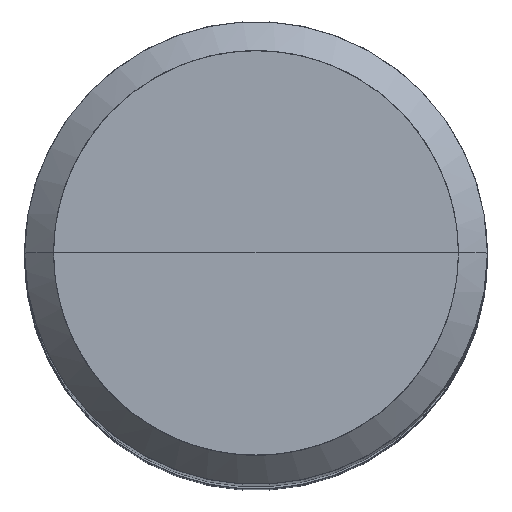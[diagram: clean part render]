
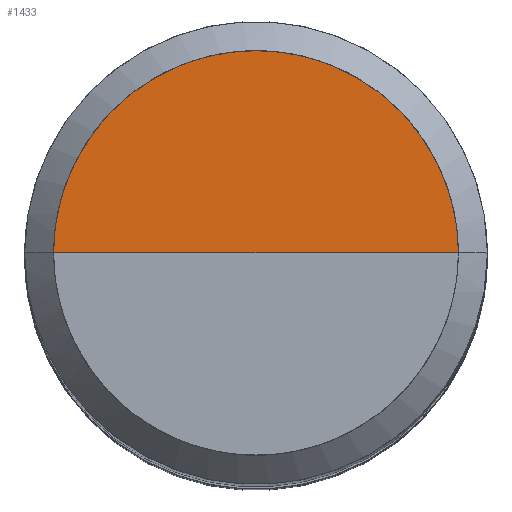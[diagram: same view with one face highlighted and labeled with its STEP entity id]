
A CAD part, top view. The second image highlights one B-rep face of the part: STEP entity #1433.
In plain terms, the highlighted free-form (B-spline) face has degree [1, 2] with [2, 5] control points.
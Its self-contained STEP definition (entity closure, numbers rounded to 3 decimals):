
#1103=CARTESIAN_POINT('',(7.0,0.0,48.0));
#1104=CARTESIAN_POINT('',(7.0,7.0,48.0));
#1105=CARTESIAN_POINT('',(0.0,7.0,48.0));
#1106=CARTESIAN_POINT('',(-7.0,7.0,48.0));
#1107=CARTESIAN_POINT('',(-7.0,0.0,48.0));
#1108=CARTESIAN_POINT('',(0.0,0.0,48.0));
#1418=(
BOUNDED_SURFACE()
B_SPLINE_SURFACE(1,2,(
(#1103,#1104,#1105,#1106,#1107),
(#1108,#1108,#1108,#1108,#1108)
), .UNSPECIFIED.,.F.,.F.,.F.)
B_SPLINE_SURFACE_WITH_KNOTS((2,2),(3,2,3),(
0.0,1.0),(
0.0,0.5,1.0), .UNSPECIFIED.)
GEOMETRIC_REPRESENTATION_ITEM()
RATIONAL_B_SPLINE_SURFACE(((1.0,0.707,1.0,0.707,1.0),
(1.0,0.707,1.0,0.707,1.0)
))
REPRESENTATION_ITEM('')
SURFACE()
);
#1419=(
BOUNDED_CURVE()
B_SPLINE_CURVE(2,(#1107,#1106,#1105,#1104,#1103),.UNSPECIFIED.,.F.,.F.)
B_SPLINE_CURVE_WITH_KNOTS((3,2,3),
(0.0,0.5,1.0),.UNSPECIFIED.)
CURVE()
GEOMETRIC_REPRESENTATION_ITEM()
RATIONAL_B_SPLINE_CURVE((1.0,0.707,1.0,0.707,1.0))
REPRESENTATION_ITEM('')
);
#1420=(
BOUNDED_CURVE()
B_SPLINE_CURVE(1,(#1103,#1108),.UNSPECIFIED.,.F.,.F.)
B_SPLINE_CURVE_WITH_KNOTS((2,2),
(0.0,1.0),.UNSPECIFIED.)
CURVE()
GEOMETRIC_REPRESENTATION_ITEM()
RATIONAL_B_SPLINE_CURVE((1.0,1.0))
REPRESENTATION_ITEM('')
);
#1421=(
BOUNDED_CURVE()
B_SPLINE_CURVE(1,(#1108,#1107),.UNSPECIFIED.,.F.,.F.)
B_SPLINE_CURVE_WITH_KNOTS((2,2),
(0.0,1.0),.UNSPECIFIED.)
CURVE()
GEOMETRIC_REPRESENTATION_ITEM()
RATIONAL_B_SPLINE_CURVE((1.0,1.0))
REPRESENTATION_ITEM('')
);
#1422=VERTEX_POINT('',#1103);
#1423=VERTEX_POINT('',#1107);
#1424=VERTEX_POINT('',#1108);
#1425=EDGE_CURVE('',#1423,#1422,#1419,.T.);
#1426=EDGE_CURVE('',#1422,#1424,#1420,.T.);
#1427=EDGE_CURVE('',#1424,#1423,#1421,.T.);
#1428=ORIENTED_EDGE('',*,*,#1425,.T.);
#1429=ORIENTED_EDGE('',*,*,#1426,.T.);
#1430=ORIENTED_EDGE('',*,*,#1427,.T.);
#1431=EDGE_LOOP('',(#1428,#1429,#1430));
#1432=FACE_OUTER_BOUND('',#1431,.T.);
#1433=ADVANCED_FACE('',(#1432),#1418,.T.);
